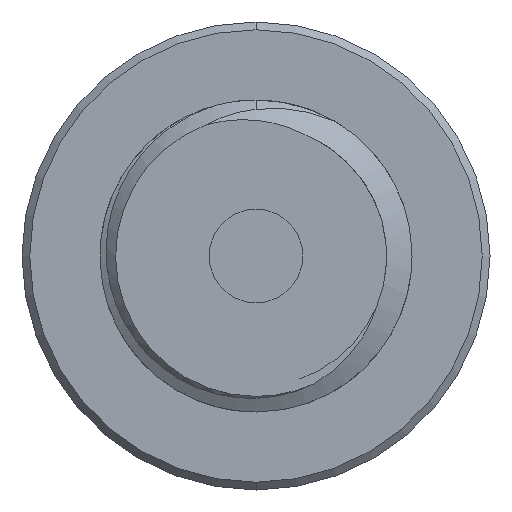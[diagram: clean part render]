
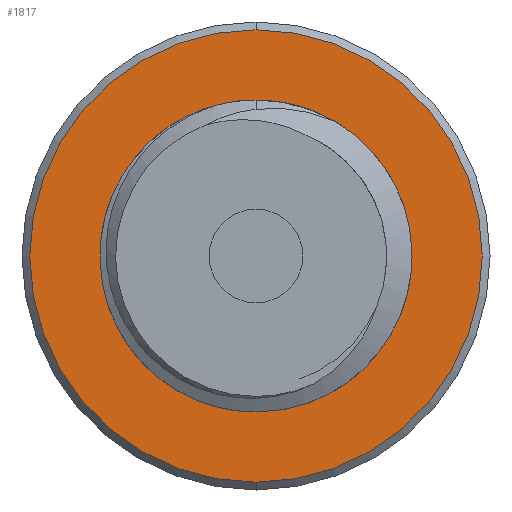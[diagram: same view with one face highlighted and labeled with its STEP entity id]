
A CAD part, front view. The second image highlights one B-rep face of the part: STEP entity #1817.
In plain terms, the highlighted planar face has unit normal (0, -1, 0).
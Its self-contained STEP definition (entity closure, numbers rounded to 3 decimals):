
#18 = DIRECTION ( 'NONE',  ( 0., -1., 0. ) ) ;
#27 = AXIS2_PLACEMENT_3D ( 'NONE', #2466, #740, #3089 ) ;
#111 = EDGE_CURVE ( 'NONE', #3489, #2345, #2488, .T. ) ;
#123 = CARTESIAN_POINT ( 'NONE',  ( 0., -14.5, 0. ) ) ;
#138 = AXIS2_PLACEMENT_3D ( 'NONE', #2740, #2489, #2413 ) ;
#165 = DIRECTION ( 'NONE',  ( 0., 1., 0. ) ) ;
#181 = ORIENTED_EDGE ( 'NONE', *, *, #2819, .F. ) ;
#259 = CIRCLE ( 'NONE', #2250, 5. ) ;
#442 = EDGE_CURVE ( 'NONE', #2345, #3489, #1249, .T. ) ;
#528 = ORIENTED_EDGE ( 'NONE', *, *, #2531, .F. ) ;
#555 = CARTESIAN_POINT ( 'NONE',  ( 0., -14.5, -5. ) ) ;
#740 = DIRECTION ( 'NONE',  ( 0., -1., 0. ) ) ;
#912 = VERTEX_POINT ( 'NONE', #2186 ) ;
#1015 = CARTESIAN_POINT ( 'NONE',  ( 0., -14.5, 0. ) ) ;
#1018 = AXIS2_PLACEMENT_3D ( 'NONE', #123, #3057, #1912 ) ;
#1208 = EDGE_CURVE ( 'NONE', #912, #1632, #259, .T. ) ;
#1249 = CIRCLE ( 'NONE', #138, 7.25 ) ;
#1269 = PLANE ( 'NONE',  #2613 ) ;
#1428 = AXIS2_PLACEMENT_3D ( 'NONE', #2189, #2251, #2770 ) ;
#1489 = EDGE_LOOP ( 'NONE', ( #1750, #3203 ) ) ;
#1632 = VERTEX_POINT ( 'NONE', #2435 ) ;
#1750 = ORIENTED_EDGE ( 'NONE', *, *, #442, .T. ) ;
#1817 = ADVANCED_FACE ( 'NONE', ( #2806, #3424 ), #1269, .F. ) ;
#1912 = DIRECTION ( 'NONE',  ( 0., 0., -1. ) ) ;
#1950 = CIRCLE ( 'NONE', #1018, 5. ) ;
#2022 = VERTEX_POINT ( 'NONE', #555 ) ;
#2110 = EDGE_LOOP ( 'NONE', ( #528, #3298, #181 ) ) ;
#2186 = CARTESIAN_POINT ( 'NONE',  ( 0., -14.5, 5. ) ) ;
#2189 = CARTESIAN_POINT ( 'NONE',  ( 0., -14.5, 0. ) ) ;
#2250 = AXIS2_PLACEMENT_3D ( 'NONE', #3205, #18, #3185 ) ;
#2251 = DIRECTION ( 'NONE',  ( 0., -1., 0. ) ) ;
#2345 = VERTEX_POINT ( 'NONE', #2415 ) ;
#2413 = DIRECTION ( 'NONE',  ( 0., 0., 1. ) ) ;
#2415 = CARTESIAN_POINT ( 'NONE',  ( 0., -14.5, 7.25 ) ) ;
#2435 = CARTESIAN_POINT ( 'NONE',  ( -5., -14.5, 0. ) ) ;
#2451 = DIRECTION ( 'NONE',  ( 0., 0., 1. ) ) ;
#2466 = CARTESIAN_POINT ( 'NONE',  ( 0., -14.5, 0. ) ) ;
#2488 = CIRCLE ( 'NONE', #1428, 7.25 ) ;
#2489 = DIRECTION ( 'NONE',  ( 0., -1., 0. ) ) ;
#2531 = EDGE_CURVE ( 'NONE', #1632, #2022, #1950, .T. ) ;
#2613 = AXIS2_PLACEMENT_3D ( 'NONE', #1015, #165, #2451 ) ;
#2740 = CARTESIAN_POINT ( 'NONE',  ( 0., -14.5, 0. ) ) ;
#2770 = DIRECTION ( 'NONE',  ( 0., 0., 1. ) ) ;
#2806 = FACE_OUTER_BOUND ( 'NONE', #1489, .T. ) ;
#2819 = EDGE_CURVE ( 'NONE', #2022, #912, #3560, .T. ) ;
#3057 = DIRECTION ( 'NONE',  ( 0., -1., 0. ) ) ;
#3089 = DIRECTION ( 'NONE',  ( 0., 0., -1. ) ) ;
#3185 = DIRECTION ( 'NONE',  ( 0., 0., -1. ) ) ;
#3203 = ORIENTED_EDGE ( 'NONE', *, *, #111, .T. ) ;
#3205 = CARTESIAN_POINT ( 'NONE',  ( 0., -14.5, 0. ) ) ;
#3298 = ORIENTED_EDGE ( 'NONE', *, *, #1208, .F. ) ;
#3360 = CARTESIAN_POINT ( 'NONE',  ( 0., -14.5, -7.25 ) ) ;
#3424 = FACE_BOUND ( 'NONE', #2110, .T. ) ;
#3489 = VERTEX_POINT ( 'NONE', #3360 ) ;
#3560 = CIRCLE ( 'NONE', #27, 5. ) ;
